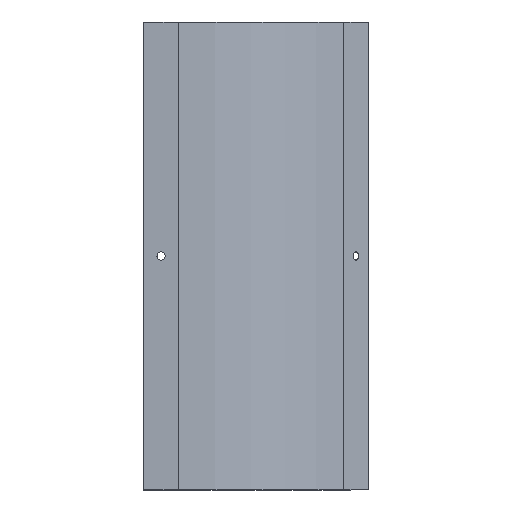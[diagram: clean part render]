
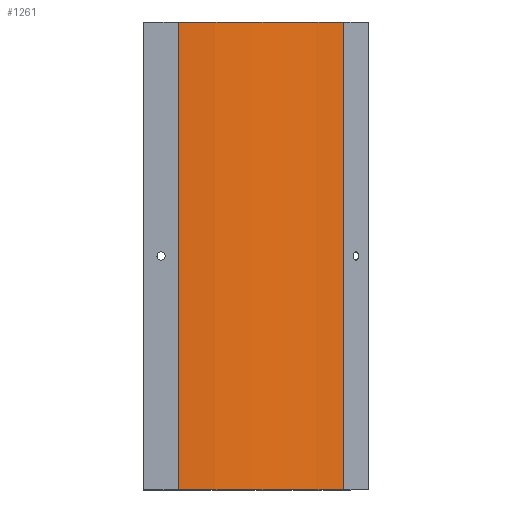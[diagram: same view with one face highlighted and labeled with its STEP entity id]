
A CAD part, front view. The second image highlights one B-rep face of the part: STEP entity #1261.
In plain terms, the highlighted cylindrical face has radius 200 mm (diameter 400 mm), a partial arc.
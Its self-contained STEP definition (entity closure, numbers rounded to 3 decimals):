
#99 = CARTESIAN_POINT ( 'NONE',  ( 171.213, 8.579, 0.8 ) ) ;
#105 = CARTESIAN_POINT ( 'NONE',  ( 171.213, 8.579, -399.2 ) ) ;
#107 = DIRECTION ( 'NONE',  ( 0., 0., -1. ) ) ;
#135 = CARTESIAN_POINT ( 'NONE',  ( 29.792, -50., -399.2 ) ) ;
#141 = CARTESIAN_POINT ( 'NONE',  ( 29.792, -50., 0.8 ) ) ;
#166 = CARTESIAN_POINT ( 'NONE',  ( 171.213, 8.579, 0.8 ) ) ;
#209 = DIRECTION ( 'NONE',  ( 1., 0., 0. ) ) ;
#211 = DIRECTION ( 'NONE',  ( 0., 0., 1. ) ) ;
#218 = CARTESIAN_POINT ( 'NONE',  ( 29.792, 150., -399.2 ) ) ;
#242 = AXIS2_PLACEMENT_3D ( 'NONE', #799, #762, #760 ) ;
#289 = AXIS2_PLACEMENT_3D ( 'NONE', #218, #211, #209 ) ;
#290 = EDGE_CURVE ( 'NONE', #865, #844, #734, .T. ) ;
#306 = AXIS2_PLACEMENT_3D ( 'NONE', #1132, #1134, #1129 ) ;
#316 = EDGE_CURVE ( 'NONE', #844, #893, #705, .T. ) ;
#323 = EDGE_CURVE ( 'NONE', #871, #893, #695, .T. ) ;
#405 = ORIENTED_EDGE ( 'NONE', *, *, #1040, .T. ) ;
#407 = ORIENTED_EDGE ( 'NONE', *, *, #316, .F. ) ;
#409 = ORIENTED_EDGE ( 'NONE', *, *, #323, .T. ) ;
#410 = ORIENTED_EDGE ( 'NONE', *, *, #290, .F. ) ;
#516 = LINE ( 'NONE', #1193, #519 ) ;
#519 = VECTOR ( 'NONE', #1177, 1000. ) ;
#583 = FACE_OUTER_BOUND ( 'NONE', #1005, .T. ) ;
#592 = CYLINDRICAL_SURFACE ( 'NONE', #242, 200. ) ;
#695 = CIRCLE ( 'NONE', #289, 200. ) ;
#702 = VECTOR ( 'NONE', #107, 1000. ) ;
#705 = LINE ( 'NONE', #99, #702 ) ;
#734 = CIRCLE ( 'NONE', #306, 200. ) ;
#760 = DIRECTION ( 'NONE',  ( -1., 0., 0. ) ) ;
#762 = DIRECTION ( 'NONE',  ( 0., 0., -1. ) ) ;
#799 = CARTESIAN_POINT ( 'NONE',  ( 29.792, 150., 0.8 ) ) ;
#844 = VERTEX_POINT ( 'NONE', #166 ) ;
#865 = VERTEX_POINT ( 'NONE', #141 ) ;
#871 = VERTEX_POINT ( 'NONE', #135 ) ;
#893 = VERTEX_POINT ( 'NONE', #105 ) ;
#1005 = EDGE_LOOP ( 'NONE', ( #409, #407, #410, #405 ) ) ;
#1040 = EDGE_CURVE ( 'NONE', #865, #871, #516, .T. ) ;
#1129 = DIRECTION ( 'NONE',  ( 1., 0., 0. ) ) ;
#1132 = CARTESIAN_POINT ( 'NONE',  ( 29.792, 150., 0.8 ) ) ;
#1134 = DIRECTION ( 'NONE',  ( 0., 0., 1. ) ) ;
#1177 = DIRECTION ( 'NONE',  ( 0., 0., -1. ) ) ;
#1193 = CARTESIAN_POINT ( 'NONE',  ( 29.792, -50., 0.8 ) ) ;
#1261 = ADVANCED_FACE ( 'NONE', ( #583 ), #592, .T. ) ;
